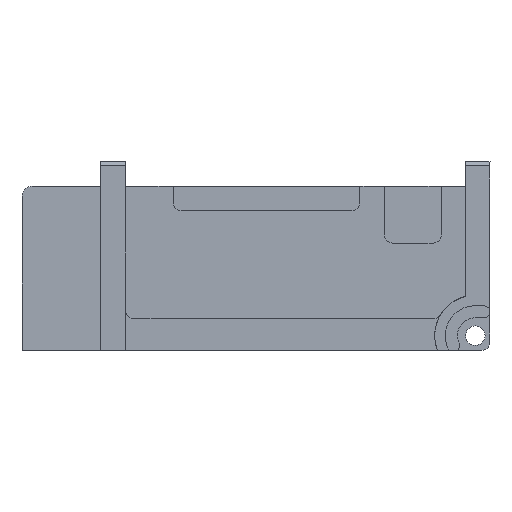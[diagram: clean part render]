
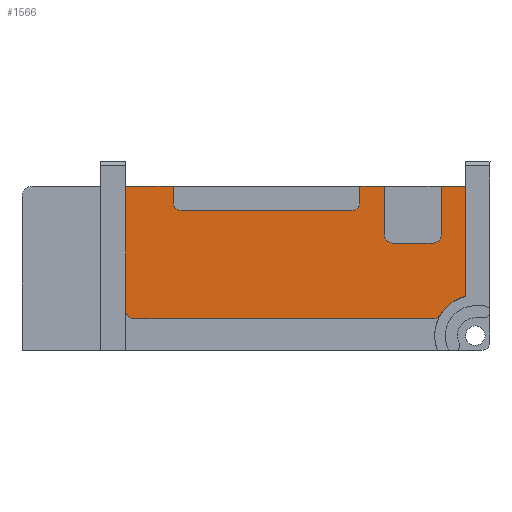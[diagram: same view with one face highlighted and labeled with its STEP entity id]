
A CAD part, top view. The second image highlights one B-rep face of the part: STEP entity #1566.
In plain terms, the highlighted planar face has unit normal (0, 0, 1).
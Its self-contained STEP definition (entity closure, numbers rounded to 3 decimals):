
#63=FACE_OUTER_BOUND('',#149,.T.);
#149=EDGE_LOOP('',(#1120,#1121,#1122,#1123,#1124,#1125,#1126,#1127,#1128,
#1129,#1130,#1131,#1132,#1133,#1134,#1135,#1136,#1137,#1138));
#254=LINE('',#2336,#436);
#259=LINE('',#2350,#441);
#263=LINE('',#2362,#445);
#267=LINE('',#2371,#449);
#272=LINE('',#2385,#454);
#275=LINE('',#2392,#457);
#280=LINE('',#2404,#462);
#281=LINE('',#2406,#463);
#282=LINE('',#2408,#464);
#283=LINE('',#2412,#465);
#284=LINE('',#2418,#466);
#285=LINE('',#2419,#467);
#436=VECTOR('',#1844,10.);
#441=VECTOR('',#1857,10.);
#445=VECTOR('',#1869,10.);
#449=VECTOR('',#1877,10.);
#454=VECTOR('',#1890,10.);
#457=VECTOR('',#1895,10.);
#462=VECTOR('',#1910,10.);
#463=VECTOR('',#1911,10.);
#464=VECTOR('',#1912,10.);
#465=VECTOR('',#1915,10.);
#466=VECTOR('',#1920,10.);
#467=VECTOR('',#1921,10.);
#591=CIRCLE('',#1662,1.);
#593=CIRCLE('',#1666,1.);
#595=CIRCLE('',#1672,1.);
#597=CIRCLE('',#1677,1.);
#599=CIRCLE('',#1681,1.);
#600=CIRCLE('',#1682,1.);
#601=CIRCLE('',#1683,5.);
#674=VERTEX_POINT('',#2334);
#675=VERTEX_POINT('',#2335);
#678=VERTEX_POINT('',#2343);
#680=VERTEX_POINT('',#2349);
#682=VERTEX_POINT('',#2355);
#684=VERTEX_POINT('',#2361);
#686=VERTEX_POINT('',#2369);
#687=VERTEX_POINT('',#2370);
#690=VERTEX_POINT('',#2378);
#692=VERTEX_POINT('',#2384);
#694=VERTEX_POINT('',#2390);
#695=VERTEX_POINT('',#2391);
#698=VERTEX_POINT('',#2405);
#699=VERTEX_POINT('',#2407);
#700=VERTEX_POINT('',#2409);
#701=VERTEX_POINT('',#2411);
#702=VERTEX_POINT('',#2413);
#703=VERTEX_POINT('',#2415);
#704=VERTEX_POINT('',#2417);
#828=EDGE_CURVE('',#674,#675,#254,.T.);
#832=EDGE_CURVE('',#678,#674,#591,.T.);
#835=EDGE_CURVE('',#680,#678,#259,.T.);
#838=EDGE_CURVE('',#682,#680,#593,.T.);
#841=EDGE_CURVE('',#684,#682,#263,.T.);
#845=EDGE_CURVE('',#686,#687,#267,.T.);
#849=EDGE_CURVE('',#690,#686,#595,.T.);
#852=EDGE_CURVE('',#692,#690,#272,.T.);
#855=EDGE_CURVE('',#694,#695,#275,.T.);
#859=EDGE_CURVE('',#687,#694,#597,.T.);
#862=EDGE_CURVE('',#692,#675,#280,.T.);
#863=EDGE_CURVE('',#698,#695,#281,.T.);
#864=EDGE_CURVE('',#699,#698,#282,.T.);
#865=EDGE_CURVE('',#700,#699,#599,.T.);
#866=EDGE_CURVE('',#701,#700,#283,.T.);
#867=EDGE_CURVE('',#702,#701,#600,.T.);
#868=EDGE_CURVE('',#703,#702,#601,.T.);
#869=EDGE_CURVE('',#704,#703,#284,.T.);
#870=EDGE_CURVE('',#684,#704,#285,.T.);
#1120=ORIENTED_EDGE('',*,*,#841,.T.);
#1121=ORIENTED_EDGE('',*,*,#838,.T.);
#1122=ORIENTED_EDGE('',*,*,#835,.T.);
#1123=ORIENTED_EDGE('',*,*,#832,.T.);
#1124=ORIENTED_EDGE('',*,*,#828,.T.);
#1125=ORIENTED_EDGE('',*,*,#862,.F.);
#1126=ORIENTED_EDGE('',*,*,#852,.T.);
#1127=ORIENTED_EDGE('',*,*,#849,.T.);
#1128=ORIENTED_EDGE('',*,*,#845,.T.);
#1129=ORIENTED_EDGE('',*,*,#859,.T.);
#1130=ORIENTED_EDGE('',*,*,#855,.T.);
#1131=ORIENTED_EDGE('',*,*,#863,.F.);
#1132=ORIENTED_EDGE('',*,*,#864,.F.);
#1133=ORIENTED_EDGE('',*,*,#865,.F.);
#1134=ORIENTED_EDGE('',*,*,#866,.F.);
#1135=ORIENTED_EDGE('',*,*,#867,.F.);
#1136=ORIENTED_EDGE('',*,*,#868,.F.);
#1137=ORIENTED_EDGE('',*,*,#869,.F.);
#1138=ORIENTED_EDGE('',*,*,#870,.F.);
#1502=PLANE('',#1680);
#1566=ADVANCED_FACE('',(#63),#1502,.F.);
#1662=AXIS2_PLACEMENT_3D('',#2344,#1850,#1851);
#1666=AXIS2_PLACEMENT_3D('',#2356,#1862,#1863);
#1672=AXIS2_PLACEMENT_3D('',#2379,#1883,#1884);
#1677=AXIS2_PLACEMENT_3D('',#2399,#1901,#1902);
#1680=AXIS2_PLACEMENT_3D('',#2403,#1908,#1909);
#1681=AXIS2_PLACEMENT_3D('',#2410,#1913,#1914);
#1682=AXIS2_PLACEMENT_3D('',#2414,#1916,#1917);
#1683=AXIS2_PLACEMENT_3D('',#2416,#1918,#1919);
#1844=DIRECTION('',(0.,1.,0.));
#1850=DIRECTION('center_axis',(0.,0.,-1.));
#1851=DIRECTION('ref_axis',(-1.,0.,0.));
#1857=DIRECTION('',(-1.,0.,0.));
#1862=DIRECTION('center_axis',(0.,0.,-1.));
#1863=DIRECTION('ref_axis',(0.,-1.,0.));
#1869=DIRECTION('',(0.,-1.,0.));
#1877=DIRECTION('',(-1.,0.,0.));
#1883=DIRECTION('center_axis',(0.,0.,-1.));
#1884=DIRECTION('ref_axis',(0.,-1.,0.));
#1890=DIRECTION('',(0.,-1.,0.));
#1895=DIRECTION('',(0.,1.,0.));
#1901=DIRECTION('center_axis',(0.,0.,-1.));
#1902=DIRECTION('ref_axis',(-1.,0.,0.));
#1908=DIRECTION('center_axis',(0.,0.,-1.));
#1909=DIRECTION('ref_axis',(-1.,0.,0.));
#1910=DIRECTION('',(1.,0.,0.));
#1911=DIRECTION('',(1.,0.,0.));
#1912=DIRECTION('',(0.,1.,0.));
#1913=DIRECTION('center_axis',(0.,0.,-1.));
#1914=DIRECTION('ref_axis',(-0.707,-0.707,0.));
#1915=DIRECTION('',(-1.,0.,0.));
#1916=DIRECTION('center_axis',(0.,0.,-1.));
#1917=DIRECTION('ref_axis',(0.493,-0.87,0.));
#1918=DIRECTION('center_axis',(0.,0.,1.));
#1919=DIRECTION('ref_axis',(-1.,0.,0.));
#1920=DIRECTION('',(0.,-1.,0.));
#1921=DIRECTION('',(1.,0.,0.));
#2334=CARTESIAN_POINT('',(15.801,10.412,9.958));
#2335=CARTESIAN_POINT('',(15.801,16.412,9.958));
#2336=CARTESIAN_POINT('',(15.801,8.613,9.958));
#2343=CARTESIAN_POINT('',(16.801,9.412,9.958));
#2344=CARTESIAN_POINT('Origin',(16.801,10.412,9.958));
#2349=CARTESIAN_POINT('',(21.801,9.412,9.958));
#2350=CARTESIAN_POINT('',(13.348,9.412,9.958));
#2355=CARTESIAN_POINT('',(22.801,10.412,9.958));
#2356=CARTESIAN_POINT('Origin',(21.801,10.412,9.958));
#2361=CARTESIAN_POINT('',(22.801,16.412,9.958));
#2362=CARTESIAN_POINT('',(22.801,11.613,9.958));
#2369=CARTESIAN_POINT('',(11.8,13.412,9.958));
#2370=CARTESIAN_POINT('',(-9.2,13.412,9.958));
#2371=CARTESIAN_POINT('',(8.347,13.412,9.958));
#2378=CARTESIAN_POINT('',(12.8,14.412,9.958));
#2379=CARTESIAN_POINT('Origin',(11.8,14.412,9.958));
#2384=CARTESIAN_POINT('',(12.8,16.412,9.958));
#2385=CARTESIAN_POINT('',(12.8,11.613,9.958));
#2390=CARTESIAN_POINT('',(-10.2,14.412,9.958));
#2391=CARTESIAN_POINT('',(-10.2,16.412,9.958));
#2392=CARTESIAN_POINT('',(-10.2,10.613,9.958));
#2399=CARTESIAN_POINT('Origin',(-9.2,14.412,9.958));
#2403=CARTESIAN_POINT('Origin',(4.895,6.813,9.958));
#2404=CARTESIAN_POINT('',(-11.3,16.412,9.958));
#2405=CARTESIAN_POINT('',(-16.013,16.412,9.958));
#2406=CARTESIAN_POINT('',(-11.3,16.412,9.958));
#2407=CARTESIAN_POINT('',(-16.013,1.081,9.958));
#2408=CARTESIAN_POINT('',(-16.013,1.414,9.958));
#2409=CARTESIAN_POINT('',(-15.013,0.081,9.958));
#2410=CARTESIAN_POINT('Origin',(-15.013,1.081,9.958));
#2411=CARTESIAN_POINT('',(21.852,0.081,9.958));
#2412=CARTESIAN_POINT('',(14.124,0.081,9.958));
#2413=CARTESIAN_POINT('',(22.71,0.568,9.958));
#2414=CARTESIAN_POINT('Origin',(21.852,1.081,9.958));
#2415=CARTESIAN_POINT('',(25.798,2.853,9.958));
#2416=CARTESIAN_POINT('Origin',(27.,-2.,9.958));
#2417=CARTESIAN_POINT('',(25.803,16.412,9.958));
#2418=CARTESIAN_POINT('',(25.801,11.309,9.958));
#2419=CARTESIAN_POINT('',(-11.3,16.412,9.958));
